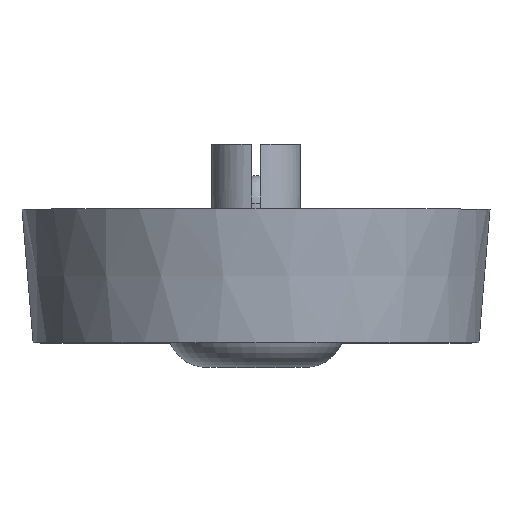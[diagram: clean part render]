
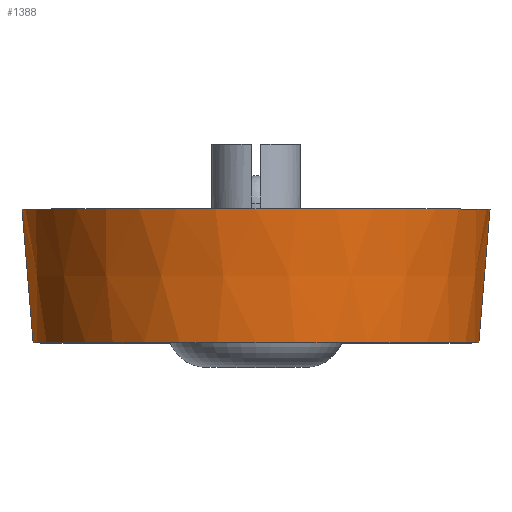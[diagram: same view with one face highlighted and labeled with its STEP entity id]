
A CAD part, top view. The second image highlights one B-rep face of the part: STEP entity #1388.
In plain terms, the highlighted conical face has half-angle 4.764 degrees and reference radius 10.5 mm.
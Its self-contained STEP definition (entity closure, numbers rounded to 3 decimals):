
#67 = CIRCLE ( 'NONE', #3179, 10. ) ;
#114 = ORIENTED_EDGE ( 'NONE', *, *, #3023, .T. ) ;
#199 = CARTESIAN_POINT ( 'NONE',  ( -10.5, 0., 0. ) ) ;
#206 = CARTESIAN_POINT ( 'NONE',  ( 0., 0., 0. ) ) ;
#336 = LINE ( 'NONE', #424, #2203 ) ;
#395 = CARTESIAN_POINT ( 'NONE',  ( 0., 0., 0. ) ) ;
#424 = CARTESIAN_POINT ( 'NONE',  ( -10.5, 0., 0. ) ) ;
#450 = AXIS2_PLACEMENT_3D ( 'NONE', #395, #897, #707 ) ;
#565 = DIRECTION ( 'NONE',  ( -1., 0., 0. ) ) ;
#624 = CARTESIAN_POINT ( 'NONE',  ( 10.5, 0., 0. ) ) ;
#707 = DIRECTION ( 'NONE',  ( -1., 0., 0. ) ) ;
#709 = EDGE_CURVE ( 'NONE', #3026, #1288, #67, .T. ) ;
#884 = CARTESIAN_POINT ( 'NONE',  ( 10., -6., 0. ) ) ;
#897 = DIRECTION ( 'NONE',  ( 0., 1., 0. ) ) ;
#961 = DIRECTION ( 'NONE',  ( -1., 0., 0. ) ) ;
#1059 = VERTEX_POINT ( 'NONE', #199 ) ;
#1076 = LINE ( 'NONE', #1798, #1576 ) ;
#1174 = DIRECTION ( 'NONE',  ( -0.083, 0.997, 0. ) ) ;
#1288 = VERTEX_POINT ( 'NONE', #884 ) ;
#1312 = CONICAL_SURFACE ( 'NONE', #450, 10.5, 0.083 ) ;
#1388 = ADVANCED_FACE ( 'NONE', ( #1776 ), #1312, .T. ) ;
#1498 = CIRCLE ( 'NONE', #2480, 10.5 ) ;
#1576 = VECTOR ( 'NONE', #2261, 1000. ) ;
#1687 = DIRECTION ( 'NONE',  ( 0., 1., 0. ) ) ;
#1759 = CARTESIAN_POINT ( 'NONE',  ( -10., -6., 0. ) ) ;
#1776 = FACE_OUTER_BOUND ( 'NONE', #2632, .T. ) ;
#1798 = CARTESIAN_POINT ( 'NONE',  ( 10.5, 0., 0. ) ) ;
#1956 = EDGE_CURVE ( 'NONE', #3026, #1059, #336, .T. ) ;
#2000 = ORIENTED_EDGE ( 'NONE', *, *, #709, .T. ) ;
#2203 = VECTOR ( 'NONE', #1174, 1000. ) ;
#2261 = DIRECTION ( 'NONE',  ( 0.083, 0.997, 0. ) ) ;
#2308 = DIRECTION ( 'NONE',  ( 0., 1., 0. ) ) ;
#2425 = VERTEX_POINT ( 'NONE', #624 ) ;
#2435 = ORIENTED_EDGE ( 'NONE', *, *, #1956, .F. ) ;
#2480 = AXIS2_PLACEMENT_3D ( 'NONE', #206, #1687, #961 ) ;
#2521 = EDGE_CURVE ( 'NONE', #1059, #2425, #1498, .T. ) ;
#2632 = EDGE_LOOP ( 'NONE', ( #2000, #114, #3174, #2435 ) ) ;
#3023 = EDGE_CURVE ( 'NONE', #1288, #2425, #1076, .T. ) ;
#3026 = VERTEX_POINT ( 'NONE', #1759 ) ;
#3043 = CARTESIAN_POINT ( 'NONE',  ( 0., -6., 0. ) ) ;
#3174 = ORIENTED_EDGE ( 'NONE', *, *, #2521, .F. ) ;
#3179 = AXIS2_PLACEMENT_3D ( 'NONE', #3043, #2308, #565 ) ;
